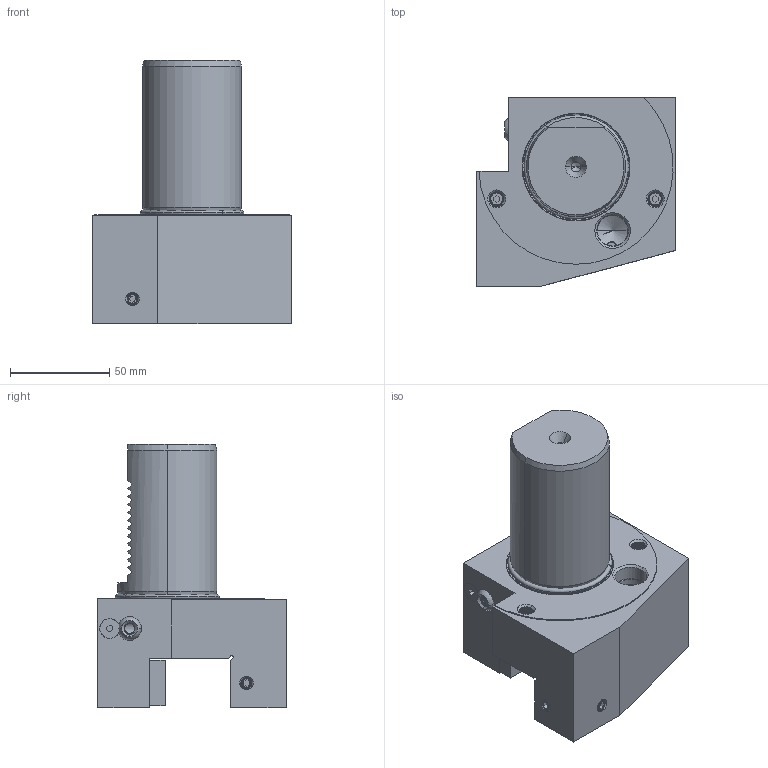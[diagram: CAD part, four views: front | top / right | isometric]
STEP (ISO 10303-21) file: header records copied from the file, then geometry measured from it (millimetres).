
FILE_DESCRIPTION (( 'STEP AP203' ), '1' );
FILE_NAME ('509.31.32.IK.STEP', '2017-12-26T10:53:39', ( '' ), ( '' ), 'SwSTEP 2.0', 'SolidWorks 2012', '' );
FILE_SCHEMA (( 'CONFIG_CONTROL_DESIGN' ));
Products named in the file (13): 管螺文螺絲; O型環10; M6螺絲投; 509.31.32.IK; M8尖頭螺絲; 18x7.8; M6x25; 出水銅嘴; O型環48.7; M16平頭螺絲25; 皿頭_M5; 84x23x8; B1_成品圖
Assembly tree (16 placements, depth 2):
  509.31.32.IK
    B1_成品圖
    84x23x8
    M16平頭螺絲25  x2
    O型環48.7
    出水銅嘴
    皿頭_M5
    M8尖頭螺絲  x2
    M6x25
    18x7.8
    管螺文螺絲
    M6螺絲投  x3
    O型環10
Bounding box: 100 x 95 x 133 mm (x, y, z)
Volume: 501046.7 mm3; surface area: 80080.3 mm2
Topology: 16 solids, 16 shells, 775 faces, 2112 edges, 1366 vertices
Faces by surface type: cylinder 390, cone 161, plane 155, bspline 45, torus 18, sphere 6
Entity records: 63271 total; most frequent: CARTESIAN_POINT 47379, ORIENTED_EDGE 3568, DIRECTION 2461, EDGE_CURVE 1784, VERTEX_POINT 1157, AXIS2_PLACEMENT_3D 899, EDGE_LOOP 691, LINE 663
